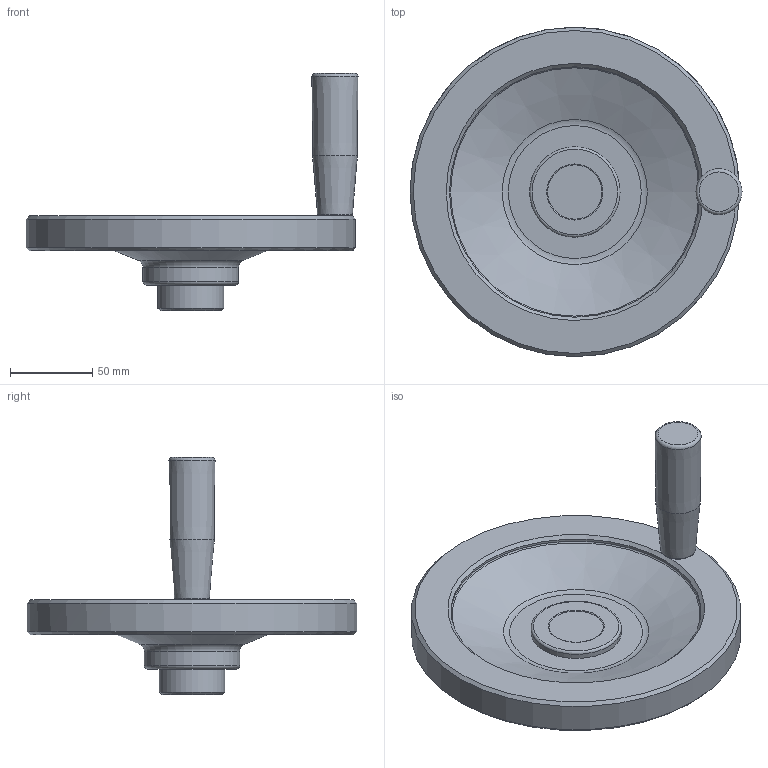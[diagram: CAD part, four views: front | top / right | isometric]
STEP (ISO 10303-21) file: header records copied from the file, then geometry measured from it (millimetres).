
FILE_DESCRIPTION( ( 'Unknown' ), '1' );
FILE_NAME( '7102021_VPRA200_M.stp', 'Unknown', ( 'Unknown' ), ( 'Unknown' ), 'PSStep 11.0', 'Unknown', ' ' );
FILE_SCHEMA( ( 'AUTOMOTIVE_DESIGN { 1 0 10303 214 1 1 1 1 }' ) );
Length unit declared in the file: millimetre
Products named in the file (1): 1801089
Bounding box: 201.48 x 200 x 143.9 mm (x, y, z)
Volume: 486757 mm3; surface area: 100520.8 mm2
Topology: 1 solids, 3 shells, 97 faces, 222 edges, 139 vertices
Faces by surface type: plane 38, cone 19, cylinder 19, torus 12, bspline 9
Full cylindrical faces by diameter (mm): 5.1 x1, 6 x1, 8.3 x1, 8.376 x2, 9 x1, 10 x1, 10.6 x1, 14 x1, 14.5 x1, 40 x1, 54.9 x1, 58 x1, 152 x1, 200 x1
Entity records: 4810 total; most frequent: CARTESIAN_POINT 2120, DIRECTION 402, ORIENTED_EDGE 328, AXIS2_PLACEMENT_3D 176, EDGE_CURVE 164, EDGE_LOOP 147, VERTEX_POINT 123, FACE_OUTER_BOUND 121
